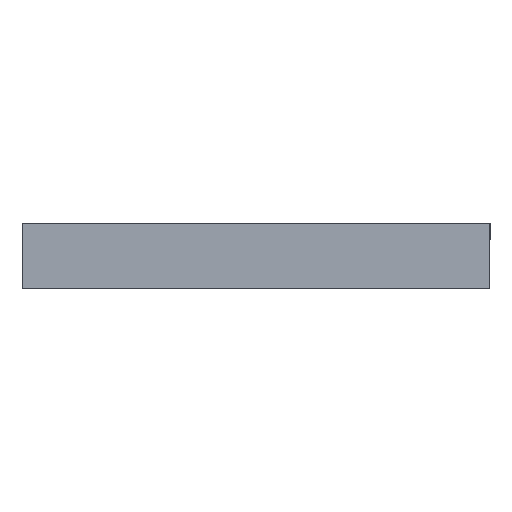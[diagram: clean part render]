
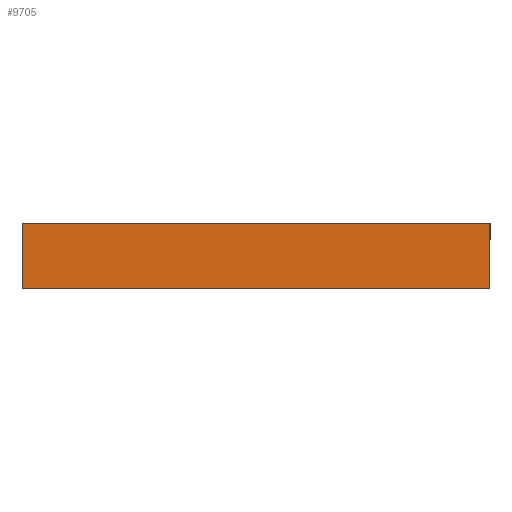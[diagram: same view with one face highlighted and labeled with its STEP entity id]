
A CAD part, left-side view. The second image highlights one B-rep face of the part: STEP entity #9705.
In plain terms, the highlighted planar face has unit normal (-1, 0, 0).
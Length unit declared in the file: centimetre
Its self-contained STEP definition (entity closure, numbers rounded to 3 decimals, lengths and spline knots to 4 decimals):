
#432=PLANE($,#10246);
#961=FACE_OUTER_BOUND($,#1547,.T.);
#1547=EDGE_LOOP($,(#8571,#8572,#8573,#8574));
#1911=LINE($,#13252,#3263);
#1939=LINE($,#13315,#3291);
#1941=LINE($,#13319,#3293);
#2900=LINE($,#15237,#4252);
#3263=VECTOR($,#10634,7.11);
#3291=VECTOR($,#10702,1.);
#3293=VECTOR($,#10706,7.11);
#4252=VECTOR($,#12351,1.);
#4621=VERTEX_POINT($,#13249);
#4622=VERTEX_POINT($,#13251);
#4637=VERTEX_POINT($,#13313);
#4638=VERTEX_POINT($,#13317);
#5460=EDGE_CURVE($,#4621,#4622,#1911,.T.);
#5491=EDGE_CURVE($,#4637,#4621,#1939,.F.);
#5493=EDGE_CURVE($,#4637,#4638,#1941,.F.);
#6452=EDGE_CURVE($,#4638,#4622,#2900,.T.);
#8571=ORIENTED_EDGE($,*,*,#5460,.F.);
#8572=ORIENTED_EDGE($,*,*,#5491,.F.);
#8573=ORIENTED_EDGE($,*,*,#5493,.T.);
#8574=ORIENTED_EDGE($,*,*,#6452,.T.);
#9705=ADVANCED_FACE($,(#961),#432,.T.);
#10246=AXIS2_PLACEMENT_3D($,#15236,#12349,#12350);
#10634=DIRECTION($,(0.,1.,0.));
#10702=DIRECTION($,(0.,0.,1.));
#10706=DIRECTION($,(0.,-1.,0.));
#12349=DIRECTION('center_axis',(-1.,0.,0.));
#12350=DIRECTION('ref_axis',(0.,1.,0.));
#12351=DIRECTION($,(0.,0.,-1.));
#13249=CARTESIAN_POINT('',(-5.6386,0.3613,6.1887));
#13251=CARTESIAN_POINT('',(-5.6386,7.4713,6.1887));
#13252=CARTESIAN_POINT($,(-5.6386,2.1388,6.1887));
#13313=CARTESIAN_POINT('',(-5.6386,0.3613,7.1887));
#13315=CARTESIAN_POINT($,(-5.6386,0.3613,7.6887));
#13317=CARTESIAN_POINT('',(-5.6386,7.4713,7.1887));
#13319=CARTESIAN_POINT($,(-5.6386,2.1388,7.1887));
#15236=CARTESIAN_POINT('Origin',(-5.6386,0.3613,7.6887));
#15237=CARTESIAN_POINT($,(-5.6386,7.4713,7.6887));
